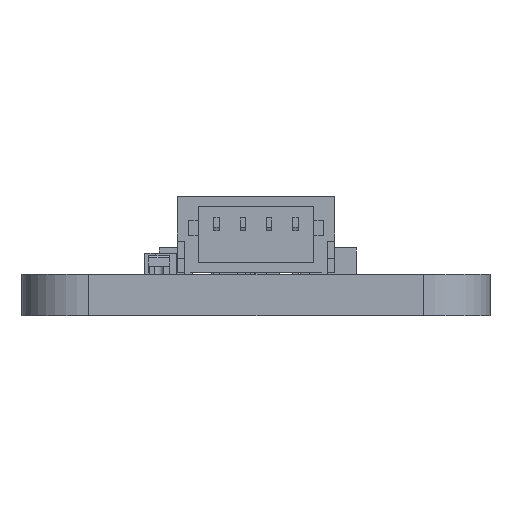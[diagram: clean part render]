
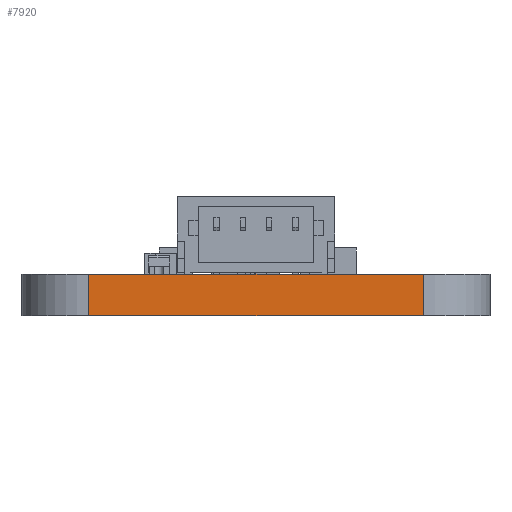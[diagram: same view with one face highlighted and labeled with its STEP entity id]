
A CAD part, left-side view. The second image highlights one B-rep face of the part: STEP entity #7920.
In plain terms, the highlighted planar face has unit normal (-1, 0, 0).
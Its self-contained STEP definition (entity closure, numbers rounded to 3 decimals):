
#184=PLANE('',#8521);
#578=FACE_OUTER_BOUND('',#1003,.T.);
#1003=EDGE_LOOP('',(#5563,#5564,#5565,#5566));
#1508=LINE('',#11359,#2487);
#1509=LINE('',#11362,#2488);
#1510=LINE('',#11364,#2489);
#1511=LINE('',#11365,#2490);
#2487=VECTOR('',#9260,10.);
#2488=VECTOR('',#9263,10.);
#2489=VECTOR('',#9264,10.);
#2490=VECTOR('',#9265,10.);
#3628=VERTEX_POINT('',#11355);
#3629=VERTEX_POINT('',#11357);
#3630=VERTEX_POINT('',#11361);
#3631=VERTEX_POINT('',#11363);
#4408=EDGE_CURVE('',#3628,#3629,#1508,.T.);
#4409=EDGE_CURVE('',#3630,#3628,#1509,.T.);
#4410=EDGE_CURVE('',#3631,#3629,#1510,.T.);
#4411=EDGE_CURVE('',#3630,#3631,#1511,.T.);
#5563=ORIENTED_EDGE('',*,*,#4409,.T.);
#5564=ORIENTED_EDGE('',*,*,#4408,.T.);
#5565=ORIENTED_EDGE('',*,*,#4410,.F.);
#5566=ORIENTED_EDGE('',*,*,#4411,.F.);
#7920=ADVANCED_FACE('',(#578),#184,.T.);
#8521=AXIS2_PLACEMENT_3D('',#11360,#9261,#9262);
#9260=DIRECTION('',(0.,0.,1.));
#9261=DIRECTION('center_axis',(-1.,0.,0.));
#9262=DIRECTION('ref_axis',(0.,-1.,0.));
#9263=DIRECTION('',(0.,-1.,0.));
#9264=DIRECTION('',(0.,-1.,0.));
#9265=DIRECTION('',(0.,0.,1.));
#11355=CARTESIAN_POINT('',(0.,2.54,0.));
#11357=CARTESIAN_POINT('',(0.,2.54,1.57));
#11359=CARTESIAN_POINT('',(0.,2.54,0.));
#11360=CARTESIAN_POINT('Origin',(0.,15.24,0.));
#11361=CARTESIAN_POINT('',(0.,15.24,0.));
#11362=CARTESIAN_POINT('',(0.,15.24,0.));
#11363=CARTESIAN_POINT('',(0.,15.24,1.57));
#11364=CARTESIAN_POINT('',(0.,15.24,1.57));
#11365=CARTESIAN_POINT('',(0.,15.24,0.));
